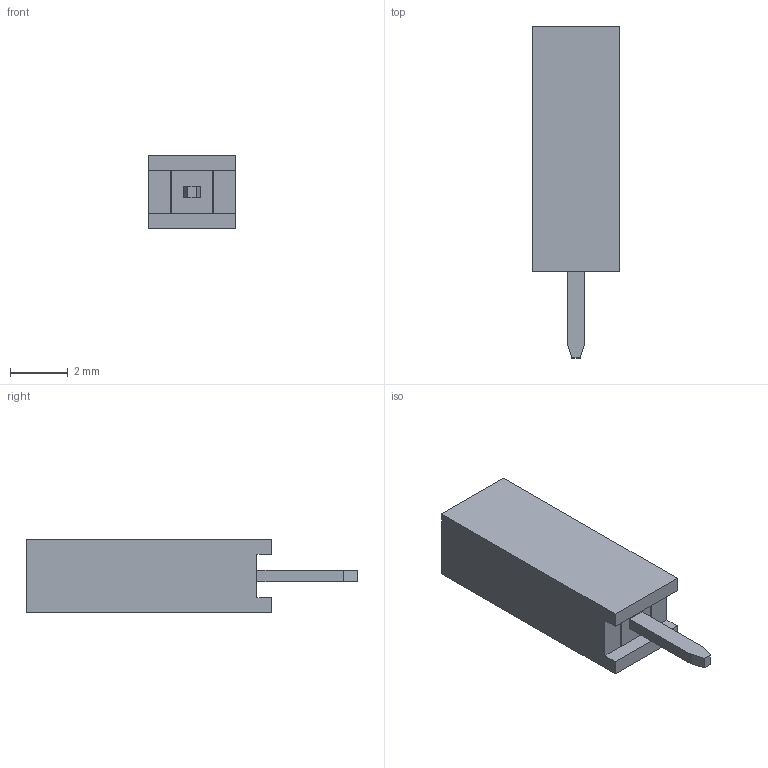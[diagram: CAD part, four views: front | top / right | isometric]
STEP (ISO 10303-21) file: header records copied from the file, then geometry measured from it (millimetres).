
FILE_DESCRIPTION((''),'2;1');
FILE_NAME('ZL262-1S_P2-54_L2-54_W2-54_H8-5','2019-01-16T',('Dragos'),(''),'PRO/ENGINEER BY PARAMETRIC TECHNOLOGY CORPORATION, 2004440','PRO/ENGINEER BY PARAMETRIC TECHNOLOGY CORPORATION, 2004440','');
FILE_SCHEMA(('AUTOMOTIVE_DESIGN { 1 0 10303 214 1 1 1 1 }'));
Length unit declared in the file: millimetre
Products named in the file (1): ZL262-1S_P2-54_L2-54_W2-54_H8-5
Bounding box: 3.04 x 11.5 x 2.54 mm (x, y, z)
Volume: 59.2 mm3; surface area: 183.2 mm2
Topology: 1 solids, 1 shells, 39 faces, 98 edges, 64 vertices
Faces by surface type: plane 39
Entity records: 1666 total; most frequent: CARTESIAN_POINT 203, ORIENTED_EDGE 196, DIRECTION 178, PRESENTATION_STYLE_ASSIGNMENT 113, STYLED_ITEM 100, CURVE_STYLE 99, VECTOR 98, LINE 98
